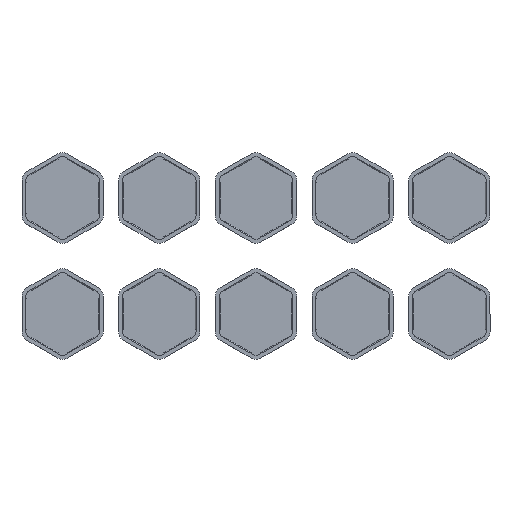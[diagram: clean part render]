
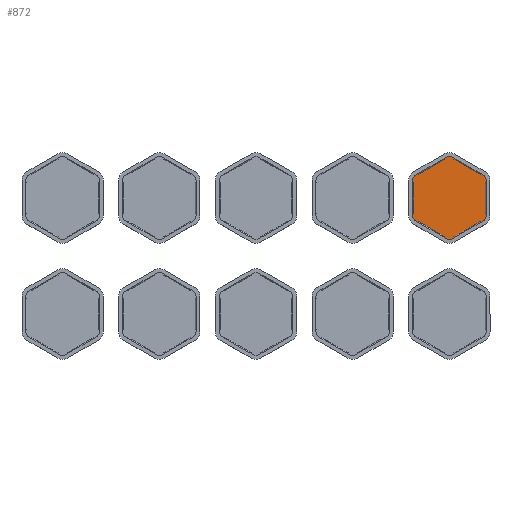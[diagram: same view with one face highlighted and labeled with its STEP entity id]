
A CAD part, top view. The second image highlights one B-rep face of the part: STEP entity #872.
In plain terms, the highlighted planar face has unit normal (0, 0, 1).
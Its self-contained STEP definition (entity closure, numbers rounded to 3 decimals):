
#82 = CARTESIAN_POINT ( 'NONE',  ( 97.079, -4.619, 0.4 ) ) ;
#99 = EDGE_CURVE ( 'NONE', #16351, #14459, #1816, .T. ) ;
#201 = CARTESIAN_POINT ( 'NONE',  ( 88.329, -10.537, 0.4 ) ) ;
#261 = DIRECTION ( 'NONE',  ( -1., 0., 0. ) ) ;
#432 = ORIENTED_EDGE ( 'NONE', *, *, #19533, .T. ) ;
#827 = EDGE_CURVE ( 'NONE', #4793, #11043, #17426, .T. ) ;
#844 = VERTEX_POINT ( 'NONE', #6285 ) ;
#872 = ADVANCED_FACE ( 'NONE', ( #10565 ), #9051, .T. ) ;
#926 = CARTESIAN_POINT ( 'NONE',  ( 96.329, -5.918, 0.4 ) ) ;
#963 = VERTEX_POINT ( 'NONE', #16004 ) ;
#995 = DIRECTION ( 'NONE',  ( -0.866, -0.5, 0. ) ) ;
#1194 = AXIS2_PLACEMENT_3D ( 'NONE', #4858, #7795, #2825 ) ;
#1319 = DIRECTION ( 'NONE',  ( 0., 0., 1. ) ) ;
#1788 = VERTEX_POINT ( 'NONE', #15013 ) ;
#1816 = LINE ( 'NONE', #7902, #17086 ) ;
#1941 = CARTESIAN_POINT ( 'NONE',  ( 78.829, 5.918, 0.4 ) ) ;
#2328 = LINE ( 'NONE', #10344, #19611 ) ;
#2402 = EDGE_CURVE ( 'NONE', #14717, #6207, #11244, .T. ) ;
#2539 = AXIS2_PLACEMENT_3D ( 'NONE', #15211, #1319, #13685 ) ;
#2575 = CARTESIAN_POINT ( 'NONE',  ( 78.079, -4.619, 0.4 ) ) ;
#2825 = DIRECTION ( 'NONE',  ( -1., 0., 0. ) ) ;
#2944 = EDGE_CURVE ( 'NONE', #10758, #16351, #3021, .T. ) ;
#3021 = CIRCLE ( 'NONE', #11120, 1.5 ) ;
#3358 = EDGE_CURVE ( 'NONE', #844, #10758, #2328, .T. ) ;
#3617 = ORIENTED_EDGE ( 'NONE', *, *, #12662, .T. ) ;
#3666 = VERTEX_POINT ( 'NONE', #8493 ) ;
#4138 = ORIENTED_EDGE ( 'NONE', *, *, #11734, .T. ) ;
#4455 = VECTOR ( 'NONE', #14217, 1000. ) ;
#4620 = VECTOR ( 'NONE', #16183, 1000. ) ;
#4793 = VERTEX_POINT ( 'NONE', #926 ) ;
#4858 = CARTESIAN_POINT ( 'NONE',  ( 87.579, -9.238, 0.4 ) ) ;
#4932 = CARTESIAN_POINT ( 'NONE',  ( 79.579, 4.619, 0.4 ) ) ;
#5105 = DIRECTION ( 'NONE',  ( 0., 0., 1. ) ) ;
#5226 = DIRECTION ( 'NONE',  ( 0., 0., 1. ) ) ;
#5235 = CARTESIAN_POINT ( 'NONE',  ( 88.329, -10.537, 0.4 ) ) ;
#5474 = EDGE_CURVE ( 'NONE', #1788, #14717, #6750, .T. ) ;
#6157 = CARTESIAN_POINT ( 'NONE',  ( 97.079, -4.619, 0.4 ) ) ;
#6207 = VERTEX_POINT ( 'NONE', #201 ) ;
#6244 = CIRCLE ( 'NONE', #10466, 1.5 ) ;
#6285 = CARTESIAN_POINT ( 'NONE',  ( 86.829, 10.537, 0.4 ) ) ;
#6355 = LINE ( 'NONE', #6157, #19486 ) ;
#6734 = DIRECTION ( 'NONE',  ( 0., 1., 0. ) ) ;
#6750 = LINE ( 'NONE', #12937, #9003 ) ;
#6881 = ORIENTED_EDGE ( 'NONE', *, *, #2944, .T. ) ;
#7117 = CARTESIAN_POINT ( 'NONE',  ( 95.579, 4.619, 0.4 ) ) ;
#7795 = DIRECTION ( 'NONE',  ( 0., 0., 1. ) ) ;
#7902 = CARTESIAN_POINT ( 'NONE',  ( 78.079, 4.619, 0.4 ) ) ;
#7945 = EDGE_CURVE ( 'NONE', #963, #844, #17765, .T. ) ;
#8069 = DIRECTION ( 'NONE',  ( -1., 0., 0. ) ) ;
#8233 = CARTESIAN_POINT ( 'NONE',  ( 96.329, 5.918, 0.4 ) ) ;
#8237 = CARTESIAN_POINT ( 'NONE',  ( 87.579, 9.238, 0.4 ) ) ;
#8493 = CARTESIAN_POINT ( 'NONE',  ( 96.329, 5.918, 0.4 ) ) ;
#8766 = CARTESIAN_POINT ( 'NONE',  ( 97.079, 4.619, 0.4 ) ) ;
#9003 = VECTOR ( 'NONE', #15388, 1000. ) ;
#9033 = AXIS2_PLACEMENT_3D ( 'NONE', #8237, #5105, #19089 ) ;
#9051 = PLANE ( 'NONE',  #2539 ) ;
#10042 = CARTESIAN_POINT ( 'NONE',  ( 86.829, -10.537, 0.4 ) ) ;
#10344 = CARTESIAN_POINT ( 'NONE',  ( 86.829, 10.537, 0.4 ) ) ;
#10466 = AXIS2_PLACEMENT_3D ( 'NONE', #7117, #16926, #20076 ) ;
#10565 = FACE_OUTER_BOUND ( 'NONE', #15190, .T. ) ;
#10758 = VERTEX_POINT ( 'NONE', #1941 ) ;
#11018 = ORIENTED_EDGE ( 'NONE', *, *, #19366, .T. ) ;
#11043 = VERTEX_POINT ( 'NONE', #82 ) ;
#11120 = AXIS2_PLACEMENT_3D ( 'NONE', #4932, #5226, #8069 ) ;
#11244 = CIRCLE ( 'NONE', #1194, 1.5 ) ;
#11528 = LINE ( 'NONE', #5235, #4620 ) ;
#11734 = EDGE_CURVE ( 'NONE', #6207, #4793, #11528, .T. ) ;
#12092 = EDGE_CURVE ( 'NONE', #14463, #3666, #6244, .T. ) ;
#12406 = LINE ( 'NONE', #8233, #4455 ) ;
#12506 = ORIENTED_EDGE ( 'NONE', *, *, #827, .T. ) ;
#12662 = EDGE_CURVE ( 'NONE', #11043, #14463, #6355, .T. ) ;
#12937 = CARTESIAN_POINT ( 'NONE',  ( 78.829, -5.918, 0.4 ) ) ;
#13053 = ORIENTED_EDGE ( 'NONE', *, *, #5474, .T. ) ;
#13685 = DIRECTION ( 'NONE',  ( 1., 0., 0. ) ) ;
#14004 = CARTESIAN_POINT ( 'NONE',  ( 78.079, 4.619, 0.4 ) ) ;
#14154 = DIRECTION ( 'NONE',  ( 0., 0., 1. ) ) ;
#14217 = DIRECTION ( 'NONE',  ( -0.866, 0.5, 0. ) ) ;
#14459 = VERTEX_POINT ( 'NONE', #2575 ) ;
#14463 = VERTEX_POINT ( 'NONE', #8766 ) ;
#14717 = VERTEX_POINT ( 'NONE', #10042 ) ;
#14863 = ORIENTED_EDGE ( 'NONE', *, *, #3358, .T. ) ;
#15013 = CARTESIAN_POINT ( 'NONE',  ( 78.829, -5.918, 0.4 ) ) ;
#15190 = EDGE_LOOP ( 'NONE', ( #16576, #432, #17514, #14863, #6881, #15361, #11018, #13053, #20068, #4138, #12506, #3617 ) ) ;
#15211 = CARTESIAN_POINT ( 'NONE',  ( 95.579, 4.619, 0.4 ) ) ;
#15361 = ORIENTED_EDGE ( 'NONE', *, *, #99, .T. ) ;
#15388 = DIRECTION ( 'NONE',  ( 0.866, -0.5, 0. ) ) ;
#15407 = DIRECTION ( 'NONE',  ( 0., 0., 1. ) ) ;
#15806 = AXIS2_PLACEMENT_3D ( 'NONE', #17036, #15407, #17136 ) ;
#16004 = CARTESIAN_POINT ( 'NONE',  ( 88.329, 10.537, 0.4 ) ) ;
#16183 = DIRECTION ( 'NONE',  ( 0.866, 0.5, 0. ) ) ;
#16351 = VERTEX_POINT ( 'NONE', #14004 ) ;
#16405 = CIRCLE ( 'NONE', #18998, 1.5 ) ;
#16576 = ORIENTED_EDGE ( 'NONE', *, *, #12092, .T. ) ;
#16926 = DIRECTION ( 'NONE',  ( 0., 0., 1. ) ) ;
#17036 = CARTESIAN_POINT ( 'NONE',  ( 95.579, -4.619, 0.4 ) ) ;
#17086 = VECTOR ( 'NONE', #17324, 1000. ) ;
#17136 = DIRECTION ( 'NONE',  ( -1., 0., 0. ) ) ;
#17200 = CARTESIAN_POINT ( 'NONE',  ( 79.579, -4.619, 0.4 ) ) ;
#17324 = DIRECTION ( 'NONE',  ( 0., -1., 0. ) ) ;
#17426 = CIRCLE ( 'NONE', #15806, 1.5 ) ;
#17514 = ORIENTED_EDGE ( 'NONE', *, *, #7945, .T. ) ;
#17765 = CIRCLE ( 'NONE', #9033, 1.5 ) ;
#18998 = AXIS2_PLACEMENT_3D ( 'NONE', #17200, #14154, #261 ) ;
#19089 = DIRECTION ( 'NONE',  ( 1., 0., 0. ) ) ;
#19366 = EDGE_CURVE ( 'NONE', #14459, #1788, #16405, .T. ) ;
#19486 = VECTOR ( 'NONE', #6734, 1000. ) ;
#19533 = EDGE_CURVE ( 'NONE', #3666, #963, #12406, .T. ) ;
#19611 = VECTOR ( 'NONE', #995, 1000. ) ;
#20068 = ORIENTED_EDGE ( 'NONE', *, *, #2402, .T. ) ;
#20076 = DIRECTION ( 'NONE',  ( 1., 0., 0. ) ) ;
